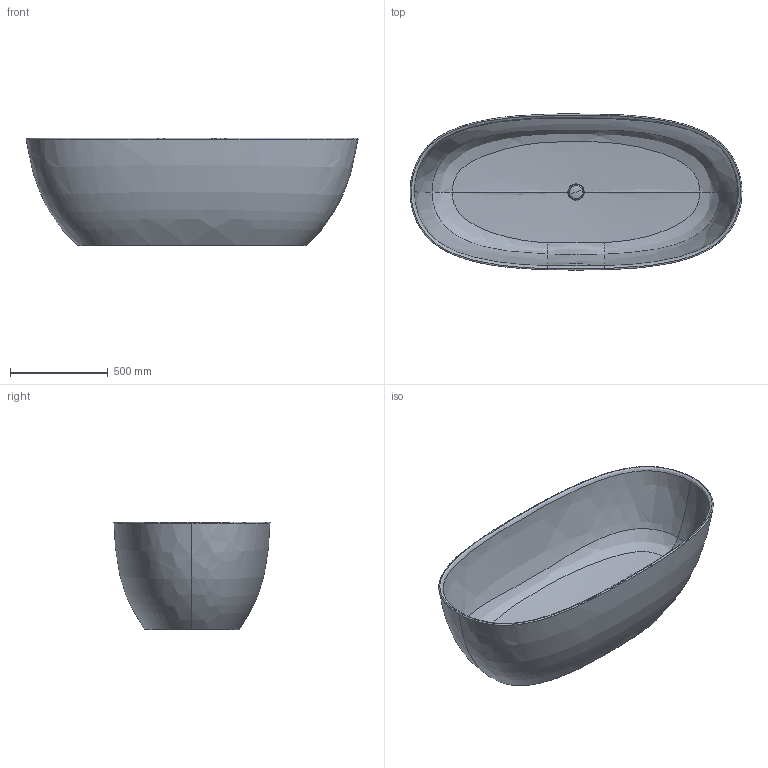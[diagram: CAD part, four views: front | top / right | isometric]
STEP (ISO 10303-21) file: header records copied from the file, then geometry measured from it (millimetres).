
FILE_DESCRIPTION (( 'STEP AP203' ), '1' );
FILE_NAME ('3D-Vanna-SilkStone-Bella--VABELS-XX.STEP', '2020-02-11T09:03:16', ( '' ), ( '' ), 'SwSTEP 2.0', 'SolidWorks 2016', '' );
FILE_SCHEMA (( 'CONFIG_CONTROL_DESIGN' ));
Length unit declared in the file: millimetre
Products named in the file (12): sifona trapa izvads; sifona trapa pareja; 3D-Vanna-SilkStone-Bella--VABELS-XX; Sifona-Koller-P-0090-88-apakseja-dala; CAULA-SilkStone-Bella-CVABELS-XX-3D_1:1; SIF-SILFRA-UD48651_ovale vanna; Detalu komplekts BELLA vannai^3D-Vanna-SilkStone-Bella--VABELS-XX; ParpludesKanals-SilkStone-Bella-TPVBP-B-3D; Trieciena slapetajs voiloka SilkStone vannam^Detalu komplekts BELLA vannai_3D-Vanna-SilkStone-Bella--VABELS-XX; SilkStone Vannu izpludes nosegvaks^Detalu komplekts BELLA vannai_3D-Vanna-SilkStone-Bella--VABELS-XX; sifona traps; VAC-Vanna-SS-MASSVA-XX-3D_ar rukumu
Assembly tree (11 placements, depth 4):
  3D-Vanna-SilkStone-Bella--VABELS-XX
    Detalu komplekts BELLA vannai^3D-Vanna-SilkStone-Bella--VABELS-XX
      Sifona-Koller-P-0090-88-apakseja-dala
        sifona traps
        sifona trapa izvads
        sifona trapa pareja
      SilkStone Vannu izpludes nosegvaks^Detalu komplekts BELLA vannai_3D-Vanna-SilkStone-Bella--VABELS-XX
        SIF-SILFRA-UD48651_ovale vanna
        VAC-Vanna-SS-MASSVA-XX-3D_ar rukumu
      Trieciena slapetajs voiloka SilkStone vannam^Detalu komplekts BELLA vannai_3D-Vanna-SilkStone-Bella--VABELS-XX
      ParpludesKanals-SilkStone-Bella-TPVBP-B-3D
    CAULA-SilkStone-Bella-CVABELS-XX-3D_1:1
Bounding box: 1698.36 x 798.64 x 551.83 mm (x, y, z)
Volume: 61056484.7 mm3; surface area: 6622988 mm2
Topology: 29 solids, 29 shells, 1097 faces, 2719 edges, 1696 vertices
Faces by surface type: bspline 390, cylinder 383, plane 192, cone 76, torus 52, sphere 4
Entity records: 137680 total; most frequent: CARTESIAN_POINT 114764, ORIENTED_EDGE 5402, DIRECTION 3293, EDGE_CURVE 2701, VERTEX_POINT 1694, AXIS2_PLACEMENT_3D 1331, EDGE_LOOP 1181, ADVANCED_FACE 1097
